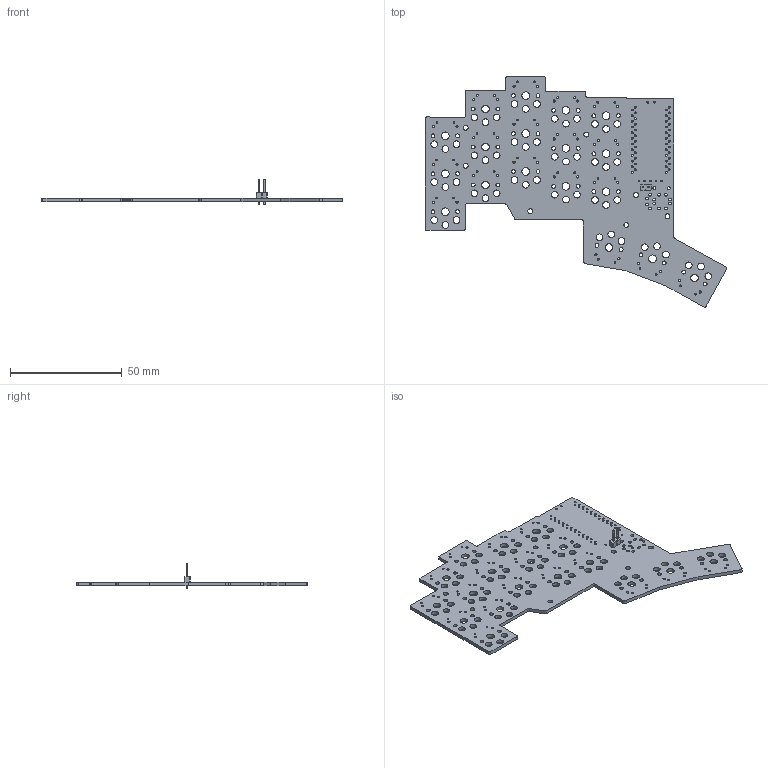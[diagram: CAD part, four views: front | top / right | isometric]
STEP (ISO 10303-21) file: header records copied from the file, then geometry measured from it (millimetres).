
FILE_DESCRIPTION(('KiCad electronic assembly'),'2;1');
FILE_NAME('PCB.step','2024-07-30T22:50:02',('Pcbnew'),('Kicad'), 'Open CASCADE STEP processor 7.7','KiCad to STEP converter','Unknown' );
FILE_SCHEMA(('AUTOMOTIVE_DESIGN { 1 0 10303 214 1 1 1 1 }'));
Length unit declared in the file: millimetre
Products named in the file (4): PCB 1; PinHeader_1x02_P2.54mm_Vertical; PinHeader_1x02_P254mm_Vertical; chocofi_PCB
Assembly tree (3 placements, depth 3):
  PCB 1
    PinHeader_1x02_P2.54mm_Vertical
      PinHeader_1x02_P254mm_Vertical
    chocofi_PCB
Bounding box: 134.93 x 103.06 x 11.54 mm (x, y, z)
Volume: 10930.4 mm3; surface area: 16620.1 mm2
Topology: 2 solids, 2 shells, 385 faces, 1115 edges, 738 vertices
Faces by surface type: cylinder 288, plane 97
Full cylindrical faces by diameter (mm): 0.813 x89, 0.9 x2, 0.991 x36, 1 x2, 1.2 x4, 1.3 x2, 1.702 x36, 2.2 x7, 3 x54, 3.429 x18
Entity records: 14427 total; most frequent: DIRECTION 2469, CARTESIAN_POINT 2242, ORIENTED_EDGE 2230, EDGE_CURVE 1115, AXIS2_PLACEMENT_3D 965, FACE_BOUND 905, EDGE_LOOP 905, VERTEX_POINT 738
